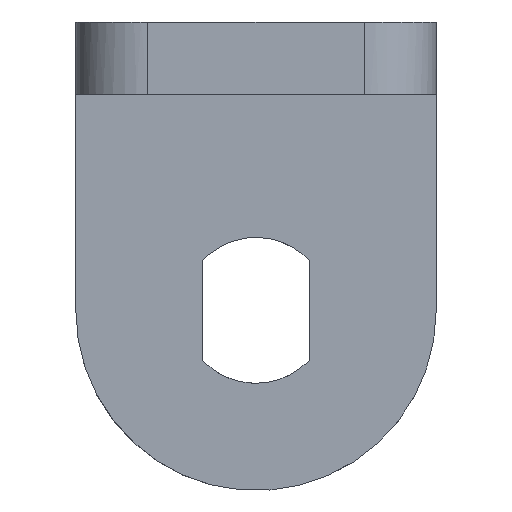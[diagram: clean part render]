
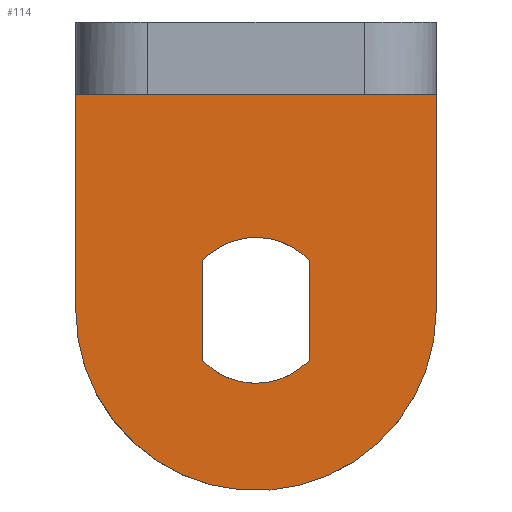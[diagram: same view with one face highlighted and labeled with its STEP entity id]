
A CAD part, left-side view. The second image highlights one B-rep face of the part: STEP entity #114.
In plain terms, the highlighted free-form (B-spline) face has degree [1, 1] with [2, 2] control points.
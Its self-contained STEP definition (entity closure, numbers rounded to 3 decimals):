
#5=CARTESIAN_POINT('',(-2.0,-5.499,6.549));
#6=CARTESIAN_POINT('',(-2.0,5.5,6.549));
#7=CARTESIAN_POINT('',(-2.0,-5.499,-5.549));
#8=CARTESIAN_POINT('',(-2.0,5.5,-5.549));
#9=B_SPLINE_SURFACE_WITH_KNOTS('',1,1,((#5,#7),(#6,#8)),.UNSPECIFIED.,.F.,.F.,.U.,(2,2),(2,2),(0.0,10.999),(0.0,12.099),.UNSPECIFIED.);
#10=CARTESIAN_POINT('',(-2.0,5.,0.));
#11=VERTEX_POINT('',#10);
#12=CARTESIAN_POINT('',(-2.0,5.,6.0));
#13=VERTEX_POINT('',#12);
#14=CARTESIAN_POINT('',(-2.0,5.,0.));
#15=CARTESIAN_POINT('',(-2.0,5.,6.0));
#16=QUASI_UNIFORM_CURVE('',1,(#14,#15),.UNSPECIFIED.,.F.,.U.);
#17=EDGE_CURVE('',#11,#13,#16,.T.);
#18=ORIENTED_EDGE('',*,*,#17,.F.);
#19=CARTESIAN_POINT('',(-2.0,-5.,0.));
#20=VERTEX_POINT('',#19);
#21=CARTESIAN_POINT('',(-2.0,-5.,0.));
#22=CARTESIAN_POINT('',(-2.,-5.,-0.194));
#23=CARTESIAN_POINT('',(-2.0,-4.972,-0.675));
#24=CARTESIAN_POINT('',(-2.,-4.83,-1.369));
#25=CARTESIAN_POINT('',(-2.,-4.558,-2.099));
#26=CARTESIAN_POINT('',(-2.,-4.157,-2.827));
#27=CARTESIAN_POINT('',(-2.,-3.657,-3.44));
#28=CARTESIAN_POINT('',(-2.,-3.108,-3.932));
#29=CARTESIAN_POINT('',(-2.,-2.528,-4.338));
#30=CARTESIAN_POINT('',(-2.,-1.79,-4.698));
#31=CARTESIAN_POINT('',(-2.,-0.89,-4.95));
#32=CARTESIAN_POINT('',(-2.,-0.041,-5.023));
#33=CARTESIAN_POINT('',(-2.,0.736,-4.961));
#34=CARTESIAN_POINT('',(-2.,1.327,-4.832));
#35=CARTESIAN_POINT('',(-2.,1.908,-4.634));
#36=CARTESIAN_POINT('',(-2.,2.5,-4.352));
#37=CARTESIAN_POINT('',(-2.,3.036,-3.989));
#38=CARTESIAN_POINT('',(-2.,3.529,-3.558));
#39=CARTESIAN_POINT('',(-2.0,3.908,-3.14));
#40=CARTESIAN_POINT('',(-2.,4.295,-2.587));
#41=CARTESIAN_POINT('',(-2.0,4.571,-2.06));
#42=CARTESIAN_POINT('',(-2.,4.803,-1.436));
#43=CARTESIAN_POINT('',(-2.,4.959,-0.777));
#44=CARTESIAN_POINT('',(-2.,5.,-0.266));
#45=CARTESIAN_POINT('',(-2.0,5.,0.));
#46=B_SPLINE_CURVE_WITH_KNOTS('',3,(#21,#22,#23,#24,#25,#26,#27,#28,#29,#30,#31,#32,#33,#34,#35,#36,#37,#38,#39,#40,#41,#42,#43,#44,#45),.UNSPECIFIED.,.F.,.U.,(4,1,1,1,1,1,1,1,1,1,1,1,1,1,1,1,1,1,1,1,1,1,4),(0.,0.583,1.442,2.117,2.915,3.927,4.479,5.124,6.044,6.934,7.915,8.59,9.265,9.725,10.431,11.229,11.658,12.395,12.916,13.683,14.174,14.91,15.708),.UNSPECIFIED.);
#47=EDGE_CURVE('',#20,#11,#46,.T.);
#48=ORIENTED_EDGE('',*,*,#47,.F.);
#49=CARTESIAN_POINT('',(-2.0,-5.,6.0));
#50=VERTEX_POINT('',#49);
#51=CARTESIAN_POINT('',(-2.0,-5.,6.0));
#52=CARTESIAN_POINT('',(-2.0,-5.,0.));
#53=QUASI_UNIFORM_CURVE('',1,(#51,#52),.UNSPECIFIED.,.F.,.U.);
#54=EDGE_CURVE('',#50,#20,#53,.T.);
#55=ORIENTED_EDGE('',*,*,#54,.F.);
#56=CARTESIAN_POINT('',(-2.0,-5.,6.0));
#57=CARTESIAN_POINT('',(-2.0,5.,6.0));
#58=QUASI_UNIFORM_CURVE('',1,(#56,#57),.UNSPECIFIED.,.F.,.U.);
#59=EDGE_CURVE('',#50,#13,#58,.T.);
#60=ORIENTED_EDGE('',*,*,#59,.T.);
#61=EDGE_LOOP('',(#18,#48,#55,#60));
#62=FACE_OUTER_BOUND('',#61,.T.);
#63=CARTESIAN_POINT('',(-2.0,-1.475,-1.387));
#64=VERTEX_POINT('',#63);
#65=CARTESIAN_POINT('',(-2.0,1.475,-1.387));
#66=VERTEX_POINT('',#65);
#67=CARTESIAN_POINT('',(-2.0,-1.475,-1.387));
#68=CARTESIAN_POINT('',(-2.,-1.404,-1.463));
#69=CARTESIAN_POINT('',(-2.,-1.245,-1.608));
#70=CARTESIAN_POINT('',(-2.,-0.999,-1.769));
#71=CARTESIAN_POINT('',(-2.0,-0.695,-1.912));
#72=CARTESIAN_POINT('',(-2.,-0.378,-2.001));
#73=CARTESIAN_POINT('',(-2.,-0.026,-2.033));
#74=CARTESIAN_POINT('',(-2.,0.31,-2.011));
#75=CARTESIAN_POINT('',(-2.,0.621,-1.937));
#76=CARTESIAN_POINT('',(-2.,0.923,-1.81));
#77=CARTESIAN_POINT('',(-2.0,1.205,-1.641));
#78=CARTESIAN_POINT('',(-2.,1.387,-1.481));
#79=CARTESIAN_POINT('',(-2.0,1.475,-1.387));
#80=B_SPLINE_CURVE_WITH_KNOTS('',3,(#67,#68,#69,#70,#71,#72,#73,#74,#75,#76,#77,#78,#79),.UNSPECIFIED.,.F.,.U.,(4,1,1,1,1,1,1,1,1,1,4),(0.,0.31,0.645,0.878,1.317,1.627,1.936,2.324,2.582,2.917,3.305),.UNSPECIFIED.);
#81=EDGE_CURVE('',#64,#66,#80,.T.);
#82=ORIENTED_EDGE('',*,*,#81,.T.);
#83=CARTESIAN_POINT('',(-2.0,1.475,1.387));
#84=VERTEX_POINT('',#83);
#85=CARTESIAN_POINT('',(-2.0,1.475,-1.387));
#86=CARTESIAN_POINT('',(-2.0,1.475,1.387));
#87=QUASI_UNIFORM_CURVE('',1,(#85,#86),.UNSPECIFIED.,.F.,.U.);
#88=EDGE_CURVE('',#66,#84,#87,.T.);
#89=ORIENTED_EDGE('',*,*,#88,.T.);
#90=CARTESIAN_POINT('',(-2.0,-1.475,1.387));
#91=VERTEX_POINT('',#90);
#92=CARTESIAN_POINT('',(-2.0,1.475,1.387));
#93=CARTESIAN_POINT('',(-2.,1.357,1.513));
#94=CARTESIAN_POINT('',(-2.,1.163,1.673));
#95=CARTESIAN_POINT('',(-2.,0.853,1.843));
#96=CARTESIAN_POINT('',(-2.0,0.555,1.959));
#97=CARTESIAN_POINT('',(-2.0,0.182,2.031));
#98=CARTESIAN_POINT('',(-2.0,-0.208,2.026));
#99=CARTESIAN_POINT('',(-2.,-0.529,1.962));
#100=CARTESIAN_POINT('',(-2.,-0.838,1.853));
#101=CARTESIAN_POINT('',(-2.,-1.158,1.68));
#102=CARTESIAN_POINT('',(-2.,-1.375,1.494));
#103=CARTESIAN_POINT('',(-2.0,-1.475,1.387));
#104=B_SPLINE_CURVE_WITH_KNOTS('',3,(#92,#93,#94,#95,#96,#97,#98,#99,#100,#101,#102,#103),.UNSPECIFIED.,.F.,.U.,(4,1,1,1,1,1,1,1,1,4),(0.,0.516,0.749,1.059,1.472,1.885,2.22,2.453,2.866,3.305),.UNSPECIFIED.);
#105=EDGE_CURVE('',#84,#91,#104,.T.);
#106=ORIENTED_EDGE('',*,*,#105,.T.);
#107=CARTESIAN_POINT('',(-2.0,-1.475,1.387));
#108=CARTESIAN_POINT('',(-2.0,-1.475,-1.387));
#109=QUASI_UNIFORM_CURVE('',1,(#107,#108),.UNSPECIFIED.,.F.,.U.);
#110=EDGE_CURVE('',#91,#64,#109,.T.);
#111=ORIENTED_EDGE('',*,*,#110,.T.);
#112=EDGE_LOOP('',(#82,#89,#106,#111));
#113=FACE_BOUND('',#112,.T.);
#114=ADVANCED_FACE('',(#62,#113),#9,.T.);
